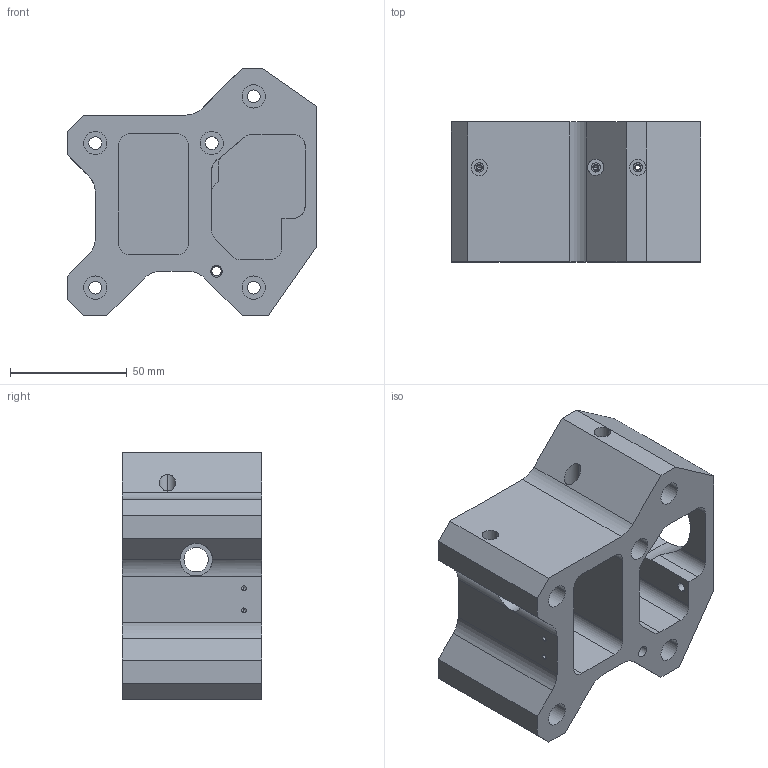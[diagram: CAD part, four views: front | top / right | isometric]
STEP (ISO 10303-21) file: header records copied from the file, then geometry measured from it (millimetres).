
FILE_DESCRIPTION (( 'STEP AP214' ), '1' );
FILE_NAME ('XW-USI-042-A-bloc-moteur-Y.STEP', '2020-09-16T12:16:18', ( '' ), ( '' ), 'SwSTEP 2.0', 'SolidWorks 2016', '' );
FILE_SCHEMA (( 'AUTOMOTIVE_DESIGN' ));
Length unit declared in the file: millimetre
Products named in the file (1): XW-USI-042-A-bloc-moteur-Y
Bounding box: 107 x 60 x 106 mm (x, y, z)
Volume: 277456.3 mm3; surface area: 69389 mm2
Topology: 1 solids, 1 shells, 217 faces, 543 edges, 343 vertices
Faces by surface type: cylinder 119, plane 63, cone 34, bspline 1
Entity records: 7480 total; most frequent: CARTESIAN_POINT 1878, DIRECTION 1162, ORIENTED_EDGE 1058, EDGE_CURVE 529, AXIS2_PLACEMENT_3D 451, VERTEX_POINT 343, EDGE_LOOP 282, VECTOR 260
